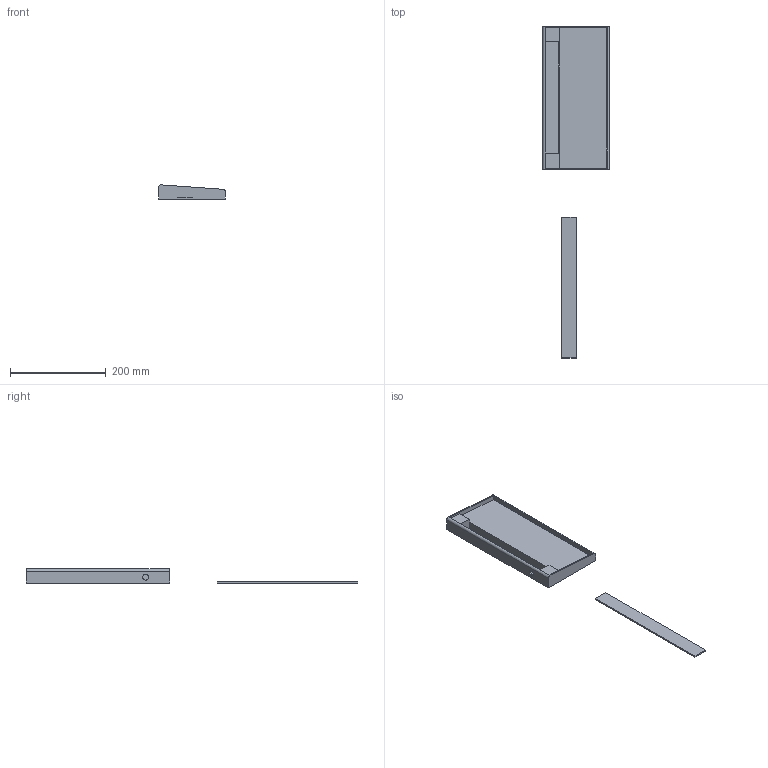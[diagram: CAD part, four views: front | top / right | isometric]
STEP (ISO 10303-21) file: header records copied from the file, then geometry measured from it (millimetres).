
FILE_DESCRIPTION(/* description */ (''),/* implementation_level */ '2;1');
FILE_NAME(/* name */ 'case finale v2.step',/* time_stamp */ '2023-05-07T20:07:03+02:00',/* author */ (''),/* organization */ (''),/* preprocessor_version */ 'ST-DEVELOPER v19.2',/* originating_system */ 'Autodesk Translation Framework v12.4.0.73',/* authorisation */ '');
FILE_SCHEMA (('AUTOMOTIVE_DESIGN { 1 0 10303 214 3 1 1 }'));
Length unit declared in the file: millimetre
Products named in the file (1): case finale
Bounding box: 140 x 694 x 29.62 mm (x, y, z)
Volume: 582067 mm3; surface area: 142053.7 mm2
Topology: 2 solids, 2 shells, 29 faces, 69 edges, 44 vertices
Faces by surface type: plane 26, cylinder 3
Full cylindrical faces by diameter (mm): 12 x1
Entity records: 857 total; most frequent: CARTESIAN_POINT 143, ORIENTED_EDGE 138, DIRECTION 135, EDGE_CURVE 69, LINE 63, VECTOR 63, VERTEX_POINT 44, AXIS2_PLACEMENT_3D 36
